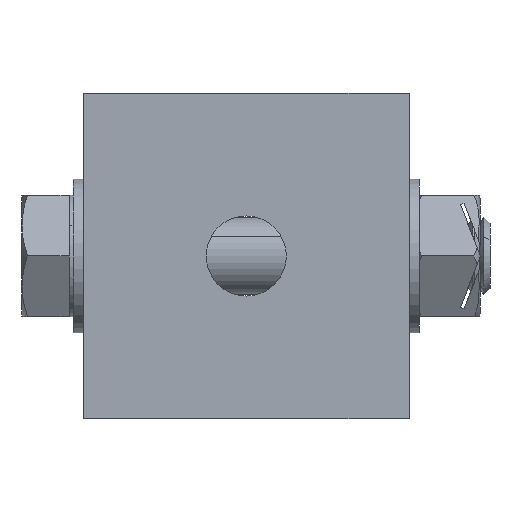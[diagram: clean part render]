
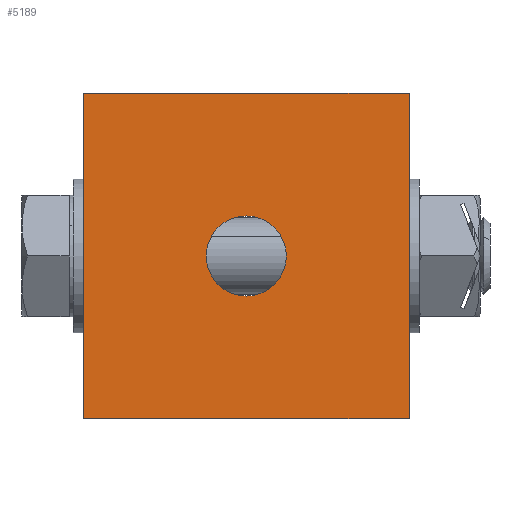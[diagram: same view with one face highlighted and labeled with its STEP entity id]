
A CAD part, front view. The second image highlights one B-rep face of the part: STEP entity #5189.
In plain terms, the highlighted planar face has unit normal (0, -1, 0).
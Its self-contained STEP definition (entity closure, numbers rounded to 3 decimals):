
#345 = VERTEX_POINT ( 'NONE', #6871 ) ;
#650 = DIRECTION ( 'NONE',  ( 0., 0., -1. ) ) ;
#681 = LINE ( 'NONE', #7304, #1047 ) ;
#744 = PLANE ( 'NONE',  #3934 ) ;
#820 = CARTESIAN_POINT ( 'NONE',  ( -25.4, 0., -25.4 ) ) ;
#848 = DIRECTION ( 'NONE',  ( 0., 0., 1. ) ) ;
#853 = EDGE_CURVE ( 'NONE', #345, #3037, #6647, .T. ) ;
#881 = ORIENTED_EDGE ( 'NONE', *, *, #853, .T. ) ;
#899 = DIRECTION ( 'NONE',  ( 0., 1., 0. ) ) ;
#966 = VERTEX_POINT ( 'NONE', #6063 ) ;
#1047 = VECTOR ( 'NONE', #4404, 1000. ) ;
#1372 = ORIENTED_EDGE ( 'NONE', *, *, #4501, .F. ) ;
#1948 = CARTESIAN_POINT ( 'NONE',  ( -25.4, 0., 25.4 ) ) ;
#2489 = DIRECTION ( 'NONE',  ( 0., 1., 0. ) ) ;
#2549 = EDGE_CURVE ( 'NONE', #966, #7170, #7592, .T. ) ;
#2650 = EDGE_CURVE ( 'NONE', #7247, #3975, #681, .T. ) ;
#2850 = CARTESIAN_POINT ( 'NONE',  ( -25.4, 0., 25.4 ) ) ;
#2944 = VECTOR ( 'NONE', #4830, 1000. ) ;
#2956 = ORIENTED_EDGE ( 'NONE', *, *, #2549, .T. ) ;
#3037 = VERTEX_POINT ( 'NONE', #3130 ) ;
#3095 = AXIS2_PLACEMENT_3D ( 'NONE', #4456, #899, #848 ) ;
#3130 = CARTESIAN_POINT ( 'NONE',  ( 0., 0., -6.25 ) ) ;
#3313 = CARTESIAN_POINT ( 'NONE',  ( 25.4, 0., -25.4 ) ) ;
#3675 = CIRCLE ( 'NONE', #3095, 6.25 ) ;
#3934 = AXIS2_PLACEMENT_3D ( 'NONE', #1948, #4923, #6089 ) ;
#3975 = VERTEX_POINT ( 'NONE', #7350 ) ;
#4123 = CARTESIAN_POINT ( 'NONE',  ( 25.4, 0., 25.4 ) ) ;
#4132 = FACE_OUTER_BOUND ( 'NONE', #5081, .T. ) ;
#4146 = CARTESIAN_POINT ( 'NONE',  ( -25.4, 0., 25.4 ) ) ;
#4404 = DIRECTION ( 'NONE',  ( 1., 0., 0. ) ) ;
#4456 = CARTESIAN_POINT ( 'NONE',  ( 0., 0., 0. ) ) ;
#4484 = ORIENTED_EDGE ( 'NONE', *, *, #2650, .F. ) ;
#4488 = EDGE_CURVE ( 'NONE', #7247, #966, #4799, .T. ) ;
#4501 = EDGE_CURVE ( 'NONE', #3975, #7170, #5702, .T. ) ;
#4712 = EDGE_LOOP ( 'NONE', ( #881, #5120 ) ) ;
#4799 = LINE ( 'NONE', #4146, #2944 ) ;
#4830 = DIRECTION ( 'NONE',  ( 0., 0., -1. ) ) ;
#4923 = DIRECTION ( 'NONE',  ( 0., 1., 0. ) ) ;
#5081 = EDGE_LOOP ( 'NONE', ( #2956, #1372, #4484, #5749 ) ) ;
#5120 = ORIENTED_EDGE ( 'NONE', *, *, #5222, .T. ) ;
#5159 = VECTOR ( 'NONE', #650, 1000. ) ;
#5189 = ADVANCED_FACE ( 'NONE', ( #5694, #4132 ), #744, .F. ) ;
#5222 = EDGE_CURVE ( 'NONE', #3037, #345, #3675, .T. ) ;
#5442 = CARTESIAN_POINT ( 'NONE',  ( 0., 0., 0. ) ) ;
#5694 = FACE_BOUND ( 'NONE', #4712, .T. ) ;
#5702 = LINE ( 'NONE', #4123, #5159 ) ;
#5749 = ORIENTED_EDGE ( 'NONE', *, *, #4488, .T. ) ;
#5958 = DIRECTION ( 'NONE',  ( 0., 0., 1. ) ) ;
#6029 = VECTOR ( 'NONE', #6088, 1000. ) ;
#6063 = CARTESIAN_POINT ( 'NONE',  ( -25.4, 0., -25.4 ) ) ;
#6088 = DIRECTION ( 'NONE',  ( 1., 0., 0. ) ) ;
#6089 = DIRECTION ( 'NONE',  ( 0., 0., 1. ) ) ;
#6647 = CIRCLE ( 'NONE', #7239, 6.25 ) ;
#6871 = CARTESIAN_POINT ( 'NONE',  ( 0., 0., 6.25 ) ) ;
#7170 = VERTEX_POINT ( 'NONE', #3313 ) ;
#7239 = AXIS2_PLACEMENT_3D ( 'NONE', #5442, #2489, #5958 ) ;
#7247 = VERTEX_POINT ( 'NONE', #2850 ) ;
#7304 = CARTESIAN_POINT ( 'NONE',  ( -25.4, 0., 25.4 ) ) ;
#7350 = CARTESIAN_POINT ( 'NONE',  ( 25.4, 0., 25.4 ) ) ;
#7592 = LINE ( 'NONE', #820, #6029 ) ;
